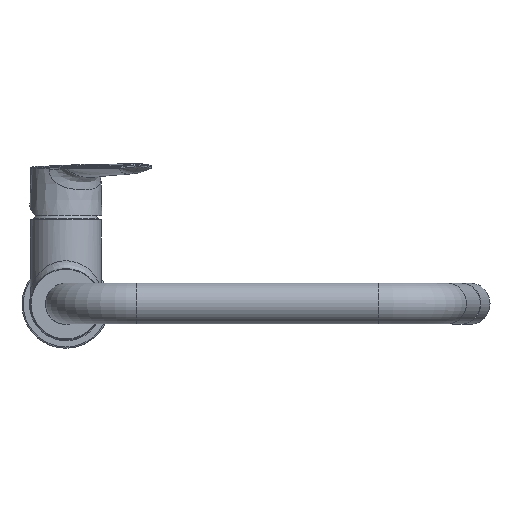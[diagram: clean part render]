
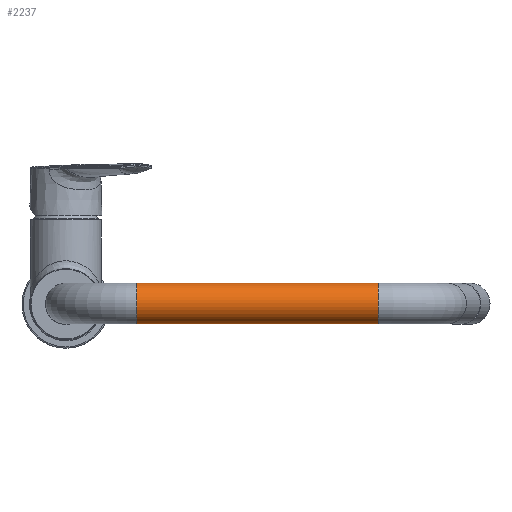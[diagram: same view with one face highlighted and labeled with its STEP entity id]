
A CAD part, top view. The second image highlights one B-rep face of the part: STEP entity #2237.
In plain terms, the highlighted cylindrical face has radius 11.5 mm (diameter 23 mm), a full revolution.
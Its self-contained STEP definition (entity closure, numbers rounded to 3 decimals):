
#98=CYLINDRICAL_SURFACE('',#2848,11.5);
#1065=ORIENTED_EDGE('',*,*,#1390,.T.);
#1066=ORIENTED_EDGE('',*,*,#1391,.F.);
#1390=EDGE_CURVE('',#1606,#1606,#1686,.T.);
#1391=EDGE_CURVE('',#1607,#1607,#1687,.T.);
#1606=VERTEX_POINT('',#10132);
#1607=VERTEX_POINT('',#10135);
#1686=CIRCLE('',#2847,11.5);
#1687=CIRCLE('',#2849,11.5);
#1850=EDGE_LOOP('',(#1065));
#1851=EDGE_LOOP('',(#1066));
#2028=FACE_BOUND('',#1850,.T.);
#2029=FACE_BOUND('',#1851,.T.);
#2237=ADVANCED_FACE('',(#2028,#2029),#98,.T.);
#2847=AXIS2_PLACEMENT_3D('',#10131,#3415,#3416);
#2848=AXIS2_PLACEMENT_3D('',#10133,#3417,#3418);
#2849=AXIS2_PLACEMENT_3D('',#10134,#3419,#3420);
#3415=DIRECTION('',(-1.,0.,0.));
#3416=DIRECTION('',(0.,0.,1.));
#3417=DIRECTION('',(1.,0.,0.));
#3418=DIRECTION('',(0.,0.,-1.));
#3419=DIRECTION('',(-1.,0.,0.));
#3420=DIRECTION('',(0.,0.,1.));
#10131=CARTESIAN_POINT('',(176.568,0.,294.093));
#10132=CARTESIAN_POINT('',(176.568,0.,305.593));
#10133=CARTESIAN_POINT('',(40.,0.,294.093));
#10134=CARTESIAN_POINT('',(40.,0.,294.093));
#10135=CARTESIAN_POINT('',(40.,0.,305.593));
